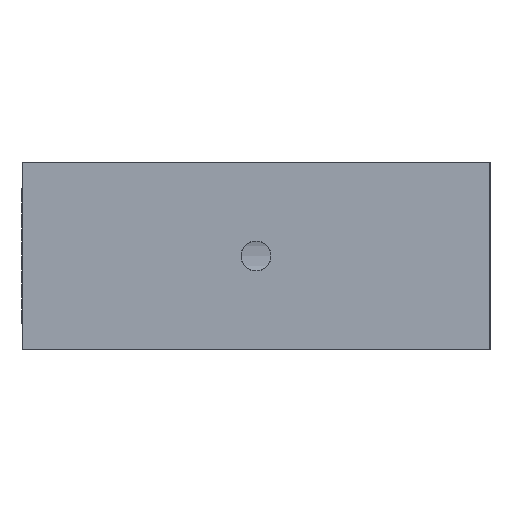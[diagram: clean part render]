
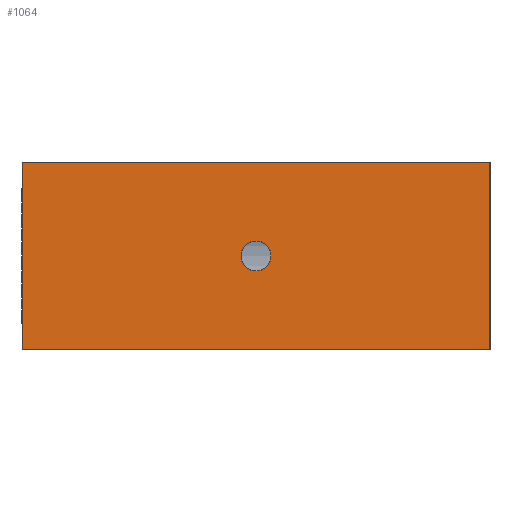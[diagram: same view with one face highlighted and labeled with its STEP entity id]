
A CAD part, left-side view. The second image highlights one B-rep face of the part: STEP entity #1064.
In plain terms, the highlighted planar face has unit normal (-1, 0, 0).
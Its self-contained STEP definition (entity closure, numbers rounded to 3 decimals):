
#10 = VECTOR ( 'NONE', #955, 1000. ) ;
#27 = DIRECTION ( 'NONE',  ( 1., 0., 0. ) ) ;
#50 = CARTESIAN_POINT ( 'NONE',  ( -65., 0., 0. ) ) ;
#84 = EDGE_CURVE ( 'NONE', #687, #893, #169, .T. ) ;
#101 = AXIS2_PLACEMENT_3D ( 'NONE', #50, #1099, #413 ) ;
#105 = PLANE ( 'NONE',  #748 ) ;
#115 = VERTEX_POINT ( 'NONE', #739 ) ;
#141 = ORIENTED_EDGE ( 'NONE', *, *, #515, .F. ) ;
#156 = ORIENTED_EDGE ( 'NONE', *, *, #1008, .T. ) ;
#169 = CIRCLE ( 'NONE', #620, 0.8 ) ;
#210 = ORIENTED_EDGE ( 'NONE', *, *, #368, .F. ) ;
#226 = CARTESIAN_POINT ( 'NONE',  ( -65., 12.5, -5. ) ) ;
#243 = ORIENTED_EDGE ( 'NONE', *, *, #922, .F. ) ;
#245 = LINE ( 'NONE', #769, #10 ) ;
#298 = EDGE_LOOP ( 'NONE', ( #1060, #141 ) ) ;
#333 = DIRECTION ( 'NONE',  ( 0., -1., 0. ) ) ;
#368 = EDGE_CURVE ( 'NONE', #731, #562, #557, .T. ) ;
#413 = DIRECTION ( 'NONE',  ( 0., 0., 1. ) ) ;
#416 = CARTESIAN_POINT ( 'NONE',  ( -65., 0., 0. ) ) ;
#434 = LINE ( 'NONE', #869, #803 ) ;
#451 = CARTESIAN_POINT ( 'NONE',  ( -65., 12.5, 5. ) ) ;
#499 = DIRECTION ( 'NONE',  ( 0., 0., -1. ) ) ;
#515 = EDGE_CURVE ( 'NONE', #893, #687, #802, .T. ) ;
#557 = LINE ( 'NONE', #814, #895 ) ;
#562 = VERTEX_POINT ( 'NONE', #864 ) ;
#576 = CARTESIAN_POINT ( 'NONE',  ( -65., -12.5, 5. ) ) ;
#605 = LINE ( 'NONE', #674, #987 ) ;
#615 = FACE_OUTER_BOUND ( 'NONE', #676, .T. ) ;
#620 = AXIS2_PLACEMENT_3D ( 'NONE', #416, #923, #1009 ) ;
#674 = CARTESIAN_POINT ( 'NONE',  ( -65., 12.5, 5. ) ) ;
#676 = EDGE_LOOP ( 'NONE', ( #1065, #210, #243, #156 ) ) ;
#687 = VERTEX_POINT ( 'NONE', #969 ) ;
#707 = DIRECTION ( 'NONE',  ( 0., 0., -1. ) ) ;
#731 = VERTEX_POINT ( 'NONE', #576 ) ;
#739 = CARTESIAN_POINT ( 'NONE',  ( -65., 12.5, 5. ) ) ;
#748 = AXIS2_PLACEMENT_3D ( 'NONE', #451, #27, #707 ) ;
#769 = CARTESIAN_POINT ( 'NONE',  ( -65., 12.5, -5. ) ) ;
#802 = CIRCLE ( 'NONE', #101, 0.8 ) ;
#803 = VECTOR ( 'NONE', #333, 1000. ) ;
#814 = CARTESIAN_POINT ( 'NONE',  ( -65., -12.5, 5. ) ) ;
#864 = CARTESIAN_POINT ( 'NONE',  ( -65., -12.5, -5. ) ) ;
#869 = CARTESIAN_POINT ( 'NONE',  ( -65., 12.5, 5. ) ) ;
#882 = VERTEX_POINT ( 'NONE', #226 ) ;
#893 = VERTEX_POINT ( 'NONE', #910 ) ;
#895 = VECTOR ( 'NONE', #903, 1000. ) ;
#903 = DIRECTION ( 'NONE',  ( 0., 0., -1. ) ) ;
#910 = CARTESIAN_POINT ( 'NONE',  ( -65., 0., -0.8 ) ) ;
#922 = EDGE_CURVE ( 'NONE', #115, #731, #434, .T. ) ;
#923 = DIRECTION ( 'NONE',  ( -1., 0., 0. ) ) ;
#955 = DIRECTION ( 'NONE',  ( 0., -1., 0. ) ) ;
#969 = CARTESIAN_POINT ( 'NONE',  ( -65., 0., 0.8 ) ) ;
#987 = VECTOR ( 'NONE', #499, 1000. ) ;
#1008 = EDGE_CURVE ( 'NONE', #115, #882, #605, .T. ) ;
#1009 = DIRECTION ( 'NONE',  ( 0., 0., 1. ) ) ;
#1039 = EDGE_CURVE ( 'NONE', #882, #562, #245, .T. ) ;
#1060 = ORIENTED_EDGE ( 'NONE', *, *, #84, .F. ) ;
#1064 = ADVANCED_FACE ( 'NONE', ( #1068, #615 ), #105, .F. ) ;
#1065 = ORIENTED_EDGE ( 'NONE', *, *, #1039, .T. ) ;
#1068 = FACE_BOUND ( 'NONE', #298, .T. ) ;
#1099 = DIRECTION ( 'NONE',  ( -1., 0., 0. ) ) ;
